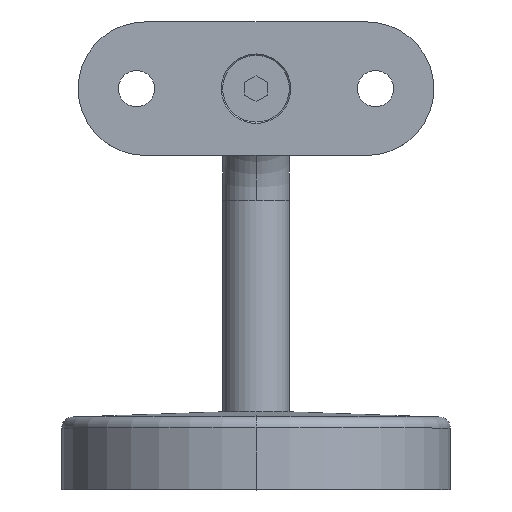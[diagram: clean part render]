
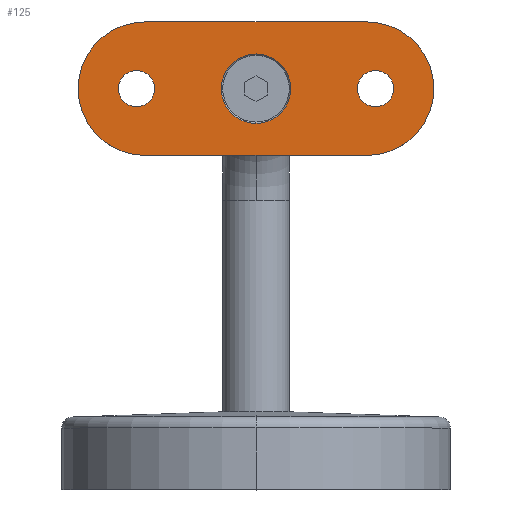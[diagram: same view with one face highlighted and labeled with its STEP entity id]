
A CAD part, top view. The second image highlights one B-rep face of the part: STEP entity #125.
In plain terms, the highlighted planar face has unit normal (0, 0, 1).
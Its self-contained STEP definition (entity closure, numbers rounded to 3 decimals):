
#125 = ADVANCED_FACE ( 'NONE', ( #2169, #1378, #2996, #3759 ), #4984, .T. ) ;
#202 = DIRECTION ( 'NONE',  ( 1., 0., 0. ) ) ;
#290 = CIRCLE ( 'NONE', #2979, 3.25 ) ;
#376 = AXIS2_PLACEMENT_3D ( 'NONE', #2921, #4983, #2138 ) ;
#430 = EDGE_LOOP ( 'NONE', ( #5051, #3783 ) ) ;
#435 = VERTEX_POINT ( 'NONE', #4548 ) ;
#447 = VERTEX_POINT ( 'NONE', #1797 ) ;
#475 = EDGE_CURVE ( 'NONE', #447, #861, #1804, .T. ) ;
#489 = CIRCLE ( 'NONE', #2502, 12. ) ;
#646 = DIRECTION ( 'NONE',  ( 0., 0., 1. ) ) ;
#675 = EDGE_CURVE ( 'NONE', #2532, #1908, #4249, .T. ) ;
#715 = VECTOR ( 'NONE', #2058, 1000. ) ;
#795 = LINE ( 'NONE', #4454, #2653 ) ;
#861 = VERTEX_POINT ( 'NONE', #4100 ) ;
#914 = CIRCLE ( 'NONE', #3417, 3.25 ) ;
#1012 = DIRECTION ( 'NONE',  ( 1., 0., 0. ) ) ;
#1057 = DIRECTION ( 'NONE',  ( 0., 0., 1. ) ) ;
#1111 = DIRECTION ( 'NONE',  ( 1., 0., 0. ) ) ;
#1152 = CARTESIAN_POINT ( 'NONE',  ( 21.5, 0., 4. ) ) ;
#1170 = EDGE_CURVE ( 'NONE', #2920, #3272, #4364, .T. ) ;
#1238 = DIRECTION ( 'NONE',  ( 1., 0., 0. ) ) ;
#1337 = CARTESIAN_POINT ( 'NONE',  ( 0., 0., 4. ) ) ;
#1362 = DIRECTION ( 'NONE',  ( 0., 0., 1. ) ) ;
#1378 = FACE_BOUND ( 'NONE', #3049, .T. ) ;
#1437 = EDGE_LOOP ( 'NONE', ( #1650, #2007, #3314, #4698, #2060 ) ) ;
#1452 = CARTESIAN_POINT ( 'NONE',  ( -21.5, 0., 4. ) ) ;
#1471 = VERTEX_POINT ( 'NONE', #3799 ) ;
#1650 = ORIENTED_EDGE ( 'NONE', *, *, #4410, .T. ) ;
#1745 = AXIS2_PLACEMENT_3D ( 'NONE', #2025, #4876, #1238 ) ;
#1795 = CARTESIAN_POINT ( 'NONE',  ( -20., 0., 4. ) ) ;
#1797 = CARTESIAN_POINT ( 'NONE',  ( 6.25, 0., 4. ) ) ;
#1804 = CIRCLE ( 'NONE', #376, 6.25 ) ;
#1908 = VERTEX_POINT ( 'NONE', #2500 ) ;
#1933 = DIRECTION ( 'NONE',  ( 0., 0., 1. ) ) ;
#2007 = ORIENTED_EDGE ( 'NONE', *, *, #2905, .T. ) ;
#2025 = CARTESIAN_POINT ( 'NONE',  ( -20., 0., 4. ) ) ;
#2047 = ORIENTED_EDGE ( 'NONE', *, *, #3497, .F. ) ;
#2058 = DIRECTION ( 'NONE',  ( 1., 0., 0. ) ) ;
#2060 = ORIENTED_EDGE ( 'NONE', *, *, #3756, .T. ) ;
#2138 = DIRECTION ( 'NONE',  ( 1., 0., 0. ) ) ;
#2169 = FACE_BOUND ( 'NONE', #3526, .T. ) ;
#2217 = DIRECTION ( 'NONE',  ( 1., 0., 0. ) ) ;
#2321 = AXIS2_PLACEMENT_3D ( 'NONE', #1337, #1362, #1012 ) ;
#2500 = CARTESIAN_POINT ( 'NONE',  ( -24.75, 0., 4. ) ) ;
#2502 = AXIS2_PLACEMENT_3D ( 'NONE', #5126, #1057, #2664 ) ;
#2532 = VERTEX_POINT ( 'NONE', #4001 ) ;
#2582 = CIRCLE ( 'NONE', #4832, 3.25 ) ;
#2653 = VECTOR ( 'NONE', #3262, 1000. ) ;
#2657 = AXIS2_PLACEMENT_3D ( 'NONE', #1452, #4671, #2681 ) ;
#2664 = DIRECTION ( 'NONE',  ( 1., 0., 0. ) ) ;
#2681 = DIRECTION ( 'NONE',  ( 1., 0., 0. ) ) ;
#2699 = EDGE_CURVE ( 'NONE', #4332, #4137, #290, .T. ) ;
#2714 = CARTESIAN_POINT ( 'NONE',  ( -21.5, 0., 4. ) ) ;
#2800 = AXIS2_PLACEMENT_3D ( 'NONE', #3408, #2922, #2217 ) ;
#2839 = CIRCLE ( 'NONE', #3493, 12. ) ;
#2905 = EDGE_CURVE ( 'NONE', #435, #2920, #4002, .T. ) ;
#2920 = VERTEX_POINT ( 'NONE', #3196 ) ;
#2921 = CARTESIAN_POINT ( 'NONE',  ( 0., 0., 4. ) ) ;
#2922 = DIRECTION ( 'NONE',  ( 0., 0., 1. ) ) ;
#2979 = AXIS2_PLACEMENT_3D ( 'NONE', #1152, #3528, #4985 ) ;
#2993 = ORIENTED_EDGE ( 'NONE', *, *, #675, .F. ) ;
#2996 = FACE_OUTER_BOUND ( 'NONE', #1437, .T. ) ;
#3049 = EDGE_LOOP ( 'NONE', ( #3676, #2993 ) ) ;
#3100 = DIRECTION ( 'NONE',  ( 1., 0., 0. ) ) ;
#3105 = CARTESIAN_POINT ( 'NONE',  ( 20., -12., 4. ) ) ;
#3146 = CIRCLE ( 'NONE', #2321, 6.25 ) ;
#3196 = CARTESIAN_POINT ( 'NONE',  ( -20., -12., 4. ) ) ;
#3262 = DIRECTION ( 'NONE',  ( -1., 0., 0. ) ) ;
#3272 = VERTEX_POINT ( 'NONE', #3105 ) ;
#3301 = CARTESIAN_POINT ( 'NONE',  ( 18.25, 0., 4. ) ) ;
#3314 = ORIENTED_EDGE ( 'NONE', *, *, #1170, .T. ) ;
#3408 = CARTESIAN_POINT ( 'NONE',  ( -20., 0., 4. ) ) ;
#3417 = AXIS2_PLACEMENT_3D ( 'NONE', #2714, #646, #1111 ) ;
#3477 = DIRECTION ( 'NONE',  ( 0., 0., 1. ) ) ;
#3493 = AXIS2_PLACEMENT_3D ( 'NONE', #1795, #3477, #202 ) ;
#3497 = EDGE_CURVE ( 'NONE', #861, #447, #3146, .T. ) ;
#3526 = EDGE_LOOP ( 'NONE', ( #3632, #2047 ) ) ;
#3528 = DIRECTION ( 'NONE',  ( 0., 0., 1. ) ) ;
#3536 = CARTESIAN_POINT ( 'NONE',  ( -20., -12., 4. ) ) ;
#3628 = EDGE_CURVE ( 'NONE', #4137, #4332, #2582, .T. ) ;
#3632 = ORIENTED_EDGE ( 'NONE', *, *, #475, .F. ) ;
#3665 = EDGE_CURVE ( 'NONE', #3272, #4443, #489, .T. ) ;
#3676 = ORIENTED_EDGE ( 'NONE', *, *, #5001, .F. ) ;
#3756 = EDGE_CURVE ( 'NONE', #4443, #1471, #795, .T. ) ;
#3759 = FACE_BOUND ( 'NONE', #430, .T. ) ;
#3783 = ORIENTED_EDGE ( 'NONE', *, *, #3628, .F. ) ;
#3799 = CARTESIAN_POINT ( 'NONE',  ( -20., 12., 4. ) ) ;
#4001 = CARTESIAN_POINT ( 'NONE',  ( -18.25, 0., 4. ) ) ;
#4002 = CIRCLE ( 'NONE', #1745, 12. ) ;
#4100 = CARTESIAN_POINT ( 'NONE',  ( -6.25, 0., 4. ) ) ;
#4137 = VERTEX_POINT ( 'NONE', #4753 ) ;
#4249 = CIRCLE ( 'NONE', #2657, 3.25 ) ;
#4332 = VERTEX_POINT ( 'NONE', #3301 ) ;
#4364 = LINE ( 'NONE', #3536, #715 ) ;
#4410 = EDGE_CURVE ( 'NONE', #1471, #435, #2839, .T. ) ;
#4443 = VERTEX_POINT ( 'NONE', #5086 ) ;
#4454 = CARTESIAN_POINT ( 'NONE',  ( -20., 12., 4. ) ) ;
#4548 = CARTESIAN_POINT ( 'NONE',  ( -32., 0., 4. ) ) ;
#4671 = DIRECTION ( 'NONE',  ( 0., 0., 1. ) ) ;
#4698 = ORIENTED_EDGE ( 'NONE', *, *, #3665, .T. ) ;
#4753 = CARTESIAN_POINT ( 'NONE',  ( 24.75, 0., 4. ) ) ;
#4832 = AXIS2_PLACEMENT_3D ( 'NONE', #5102, #1933, #3100 ) ;
#4876 = DIRECTION ( 'NONE',  ( 0., 0., 1. ) ) ;
#4983 = DIRECTION ( 'NONE',  ( 0., 0., 1. ) ) ;
#4984 = PLANE ( 'NONE',  #2800 ) ;
#4985 = DIRECTION ( 'NONE',  ( 1., 0., 0. ) ) ;
#5001 = EDGE_CURVE ( 'NONE', #1908, #2532, #914, .T. ) ;
#5051 = ORIENTED_EDGE ( 'NONE', *, *, #2699, .F. ) ;
#5086 = CARTESIAN_POINT ( 'NONE',  ( 20., 12., 4. ) ) ;
#5102 = CARTESIAN_POINT ( 'NONE',  ( 21.5, 0., 4. ) ) ;
#5126 = CARTESIAN_POINT ( 'NONE',  ( 20., 0., 4. ) ) ;
